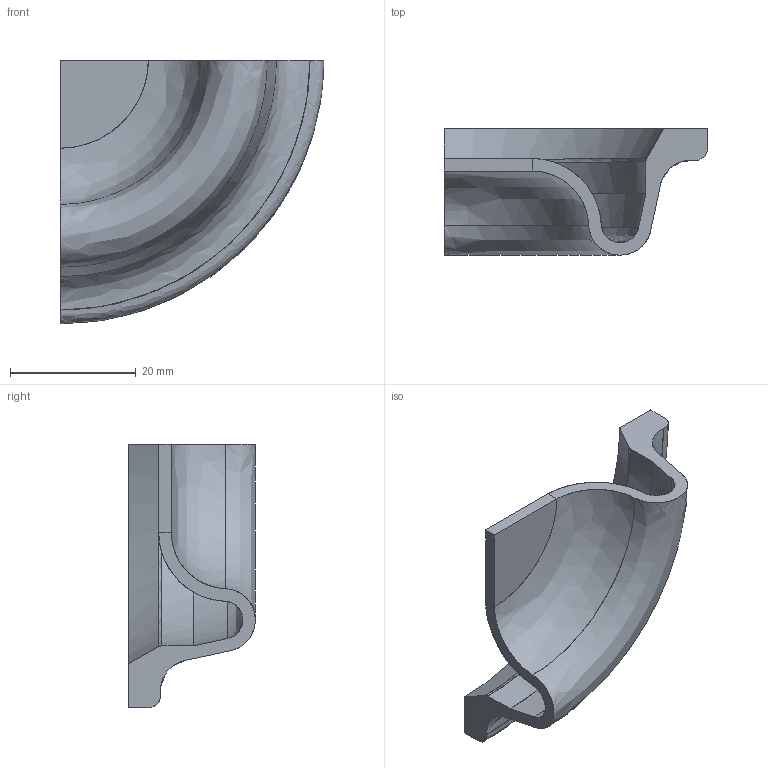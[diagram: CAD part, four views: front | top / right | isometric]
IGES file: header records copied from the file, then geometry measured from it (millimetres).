
Global section: file name: BELLOW.igs; preprocessor: I-DEAS 3D IGES Translator 10; date: 20040623.085714; units: millimetre
Bounding box: 42.01 x 20.17 x 42.01 mm (x, y, z)
Surface area: 5102.3 mm2 (no closed solid volume)
Topology: 0 solids, 0 shells, 19 faces, 98 edges, 98 vertices
Faces by surface type: bspline 19
